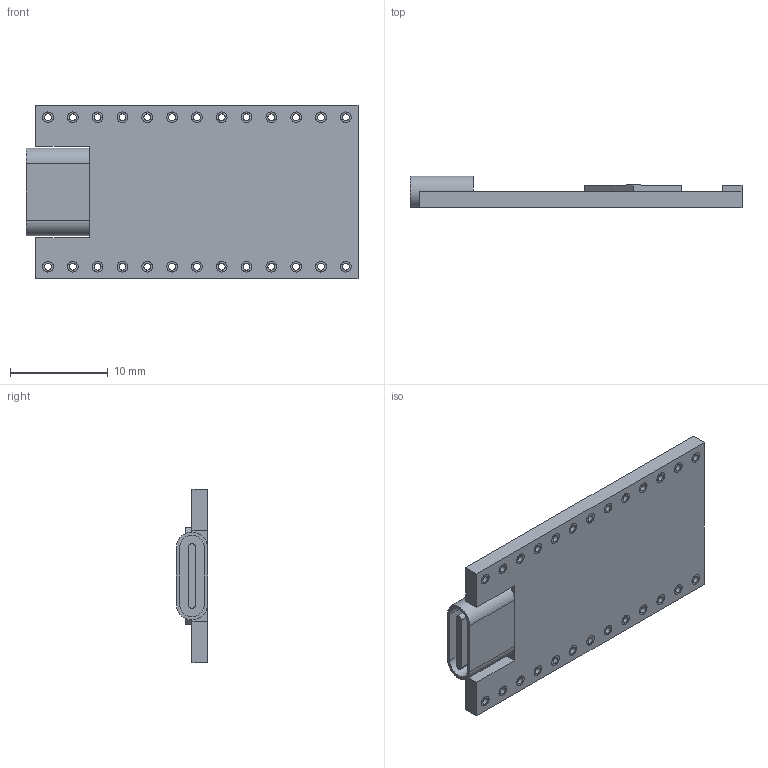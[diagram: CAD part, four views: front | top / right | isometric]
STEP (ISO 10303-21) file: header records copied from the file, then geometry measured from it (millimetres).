
FILE_DESCRIPTION(/* description */ (''),/* implementation_level */ '2;1');
FILE_NAME(/* name */ 'nrf52840.stp',/* time_stamp */ '2025-02-25T11:02:54-05:00',/* author */ ('CJ110'),/* organization */ (''),/* preprocessor_version */ 'ST-DEVELOPER v19.2',/* originating_system */ 'Autodesk Inventor 2024',/* authorisation */ '');
FILE_SCHEMA (('AUTOMOTIVE_DESIGN { 1 0 10303 214 3 1 1 }'));
Length unit declared in the file: millimetre
Products named in the file (1): nrf52840
Bounding box: 34 x 3.21 x 17.8 mm (x, y, z)
Volume: 972.4 mm3; surface area: 2142.6 mm2
Topology: 30 solids, 30 shells, 168 faces, 318 edges, 212 vertices
Faces by surface type: plane 84, cylinder 84
Full cylindrical faces by diameter (mm): 0.7 x26, 1.1 x52
Entity records: 4571 total; most frequent: DIRECTION 824, CARTESIAN_POINT 699, ORIENTED_EDGE 636, AXIS2_PLACEMENT_3D 337, EDGE_CURVE 318, EDGE_LOOP 274, VERTEX_POINT 212, CIRCLE 168
